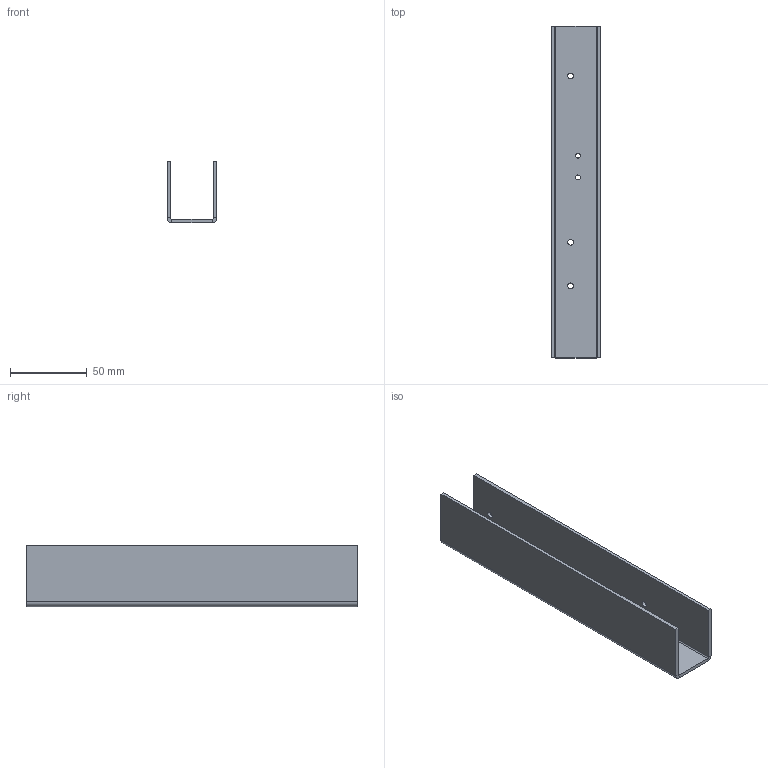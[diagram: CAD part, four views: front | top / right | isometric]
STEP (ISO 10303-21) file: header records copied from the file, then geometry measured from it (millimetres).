
FILE_DESCRIPTION(/* description */ (''),/* implementation_level */ '2;1');
FILE_NAME(/* name */ 'Amplifone HV Heat Sink.step',/* time_stamp */ '2024-10-09T10:25:16-04:00',/* author */ (''),/* organization */ (''),/* preprocessor_version */ 'ST-DEVELOPER v20',/* originating_system */ 'Autodesk Translation Framework v13.20.0.188',/* authorisation */ '');
FILE_SCHEMA (('AUTOMOTIVE_DESIGN { 1 0 10303 214 3 1 1 }'));
Length unit declared in the file: inch
Products named in the file (2): Amplifone HV Heat Sink; Component1
Assembly tree (1 placements, depth 2):
  Amplifone HV Heat Sink
    Component1
Bounding box: 32.5 x 215.9 x 40 mm (x, y, z)
Volume: 52261.9 mm3; surface area: 47384 mm2
Topology: 1 solids, 1 shells, 29 faces, 65 edges, 38 vertices
Faces by surface type: plane 18, cylinder 11
Full cylindrical faces by diameter (mm): 3.2 x2, 3.78 x3, 4.2 x2
Entity records: 876 total; most frequent: DIRECTION 151, CARTESIAN_POINT 135, ORIENTED_EDGE 130, EDGE_CURVE 65, AXIS2_PLACEMENT_3D 54, EDGE_LOOP 43, LINE 43, VECTOR 43
